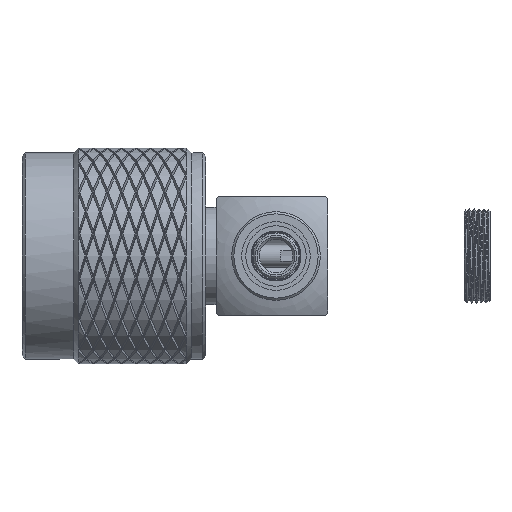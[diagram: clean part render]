
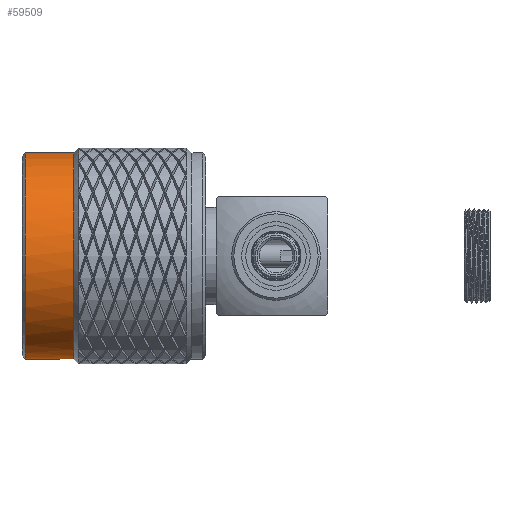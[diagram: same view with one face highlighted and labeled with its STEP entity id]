
A CAD part, left-side view. The second image highlights one B-rep face of the part: STEP entity #59509.
In plain terms, the highlighted cylindrical face has radius 9.55 mm (diameter 19.1 mm), a full revolution.
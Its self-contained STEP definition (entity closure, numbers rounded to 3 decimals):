
#16377=ORIENTED_EDGE('',*,*,#34993,.T.);
#16378=ORIENTED_EDGE('',*,*,#34995,.F.);
#34993=EDGE_CURVE('',#44073,#44073,#47872,.T.);
#34995=EDGE_CURVE('',#44075,#44075,#47874,.T.);
#44073=VERTEX_POINT('',#95413);
#44075=VERTEX_POINT('',#95419);
#47872=CIRCLE('',#64190,9.55);
#47874=CIRCLE('',#64194,9.55);
#48873=EDGE_LOOP('',(#16377));
#48874=EDGE_LOOP('',(#16378));
#53719=FACE_BOUND('',#48873,.T.);
#53720=FACE_BOUND('',#48874,.T.);
#57847=CYLINDRICAL_SURFACE('',#64193,9.55);
#59509=ADVANCED_FACE('',(#53719,#53720),#57847,.T.);
#64190=AXIS2_PLACEMENT_3D('',#95412,#66692,#66693);
#64193=AXIS2_PLACEMENT_3D('',#95417,#66698,#66699);
#64194=AXIS2_PLACEMENT_3D('',#95418,#66700,#66701);
#66692=DIRECTION('',(0.,1.,0.));
#66693=DIRECTION('',(0.,0.,1.));
#66698=DIRECTION('',(0.,-1.,0.));
#66699=DIRECTION('',(0.,0.,-1.));
#66700=DIRECTION('',(0.,1.,0.));
#66701=DIRECTION('',(1.,0.,0.));
#95412=CARTESIAN_POINT('',(0.,-8.2,0.));
#95413=CARTESIAN_POINT('',(0.,-8.2,9.55));
#95417=CARTESIAN_POINT('',(0.,-3.7,0.));
#95418=CARTESIAN_POINT('',(0.,-3.7,0.));
#95419=CARTESIAN_POINT('',(9.55,-3.7,0.));
